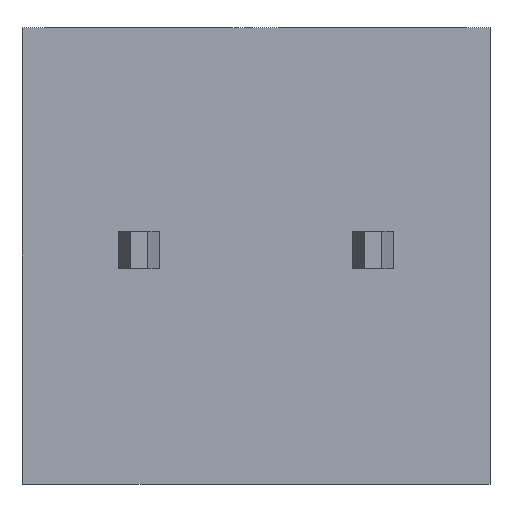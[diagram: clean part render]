
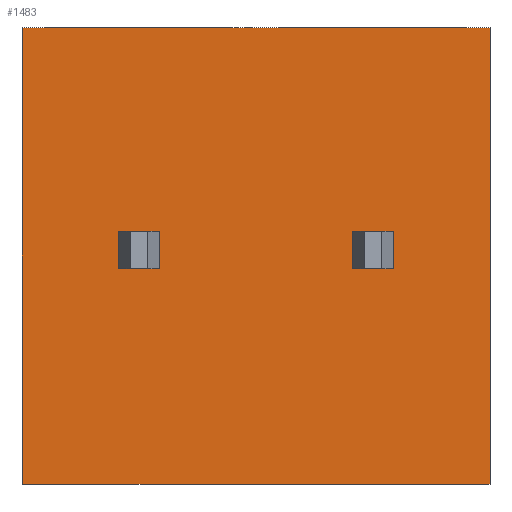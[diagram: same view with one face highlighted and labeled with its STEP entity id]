
A CAD part, front view. The second image highlights one B-rep face of the part: STEP entity #1483.
In plain terms, the highlighted planar face has unit normal (0, -1, 0).
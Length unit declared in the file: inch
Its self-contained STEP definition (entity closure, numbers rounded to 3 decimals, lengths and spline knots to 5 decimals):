
#9=DIRECTION('',(0.,0.,-1.));
#10=VECTOR('',#9,0.39);
#11=CARTESIAN_POINT('',(-0.2,-0.31,0.175));
#12=LINE('',#11,#10);
#117=DIRECTION('',(1.,0.,0.));
#118=VECTOR('',#117,0.4);
#119=CARTESIAN_POINT('',(-0.2,-0.31,-0.215));
#120=LINE('',#119,#118);
#165=DIRECTION('',(1.,0.,0.));
#166=VECTOR('',#165,0.4);
#167=CARTESIAN_POINT('',(-0.2,-0.31,0.175));
#168=LINE('',#167,#166);
#169=DIRECTION('',(0.,0.,-1.));
#170=VECTOR('',#169,0.032);
#171=CARTESIAN_POINT('',(-0.1175,-0.31,0.001));
#172=LINE('',#171,#170);
#173=DIRECTION('',(1.,0.,0.));
#174=VECTOR('',#173,0.035);
#175=CARTESIAN_POINT('',(-0.1175,-0.31,-0.031));
#176=LINE('',#175,#174);
#177=DIRECTION('',(0.,0.,1.));
#178=VECTOR('',#177,0.032);
#179=CARTESIAN_POINT('',(-0.0825,-0.31,-0.031));
#180=LINE('',#179,#178);
#181=DIRECTION('',(-1.,0.,0.));
#182=VECTOR('',#181,0.035);
#183=CARTESIAN_POINT('',(-0.0825,-0.31,0.001));
#184=LINE('',#183,#182);
#185=DIRECTION('',(0.,0.,-1.));
#186=VECTOR('',#185,0.032);
#187=CARTESIAN_POINT('',(0.0825,-0.31,0.001));
#188=LINE('',#187,#186);
#189=DIRECTION('',(1.,0.,0.));
#190=VECTOR('',#189,0.035);
#191=CARTESIAN_POINT('',(0.0825,-0.31,-0.031));
#192=LINE('',#191,#190);
#193=DIRECTION('',(0.,0.,1.));
#194=VECTOR('',#193,0.032);
#195=CARTESIAN_POINT('',(0.1175,-0.31,-0.031));
#196=LINE('',#195,#194);
#197=DIRECTION('',(-1.,0.,0.));
#198=VECTOR('',#197,0.035);
#199=CARTESIAN_POINT('',(0.1175,-0.31,0.001));
#200=LINE('',#199,#198);
#257=DIRECTION('',(0.,0.,-1.));
#258=VECTOR('',#257,0.39);
#259=CARTESIAN_POINT('',(0.2,-0.31,0.175));
#260=LINE('',#259,#258);
#961=CARTESIAN_POINT('',(-0.2,-0.31,0.175));
#962=VERTEX_POINT('',#961);
#963=CARTESIAN_POINT('',(-0.2,-0.31,-0.215));
#964=VERTEX_POINT('',#963);
#975=CARTESIAN_POINT('',(0.2,-0.31,0.175));
#976=VERTEX_POINT('',#975);
#977=CARTESIAN_POINT('',(0.2,-0.31,-0.215));
#978=VERTEX_POINT('',#977);
#1069=CARTESIAN_POINT('',(-0.1175,-0.31,0.001));
#1070=CARTESIAN_POINT('',(-0.1175,-0.31,-0.031));
#1071=VERTEX_POINT('',#1069);
#1072=VERTEX_POINT('',#1070);
#1073=CARTESIAN_POINT('',(-0.0825,-0.31,-0.031));
#1074=VERTEX_POINT('',#1073);
#1075=CARTESIAN_POINT('',(-0.0825,-0.31,0.001));
#1076=VERTEX_POINT('',#1075);
#1185=CARTESIAN_POINT('',(0.0825,-0.31,0.001));
#1186=CARTESIAN_POINT('',(0.0825,-0.31,-0.031));
#1187=VERTEX_POINT('',#1185);
#1188=VERTEX_POINT('',#1186);
#1189=CARTESIAN_POINT('',(0.1175,-0.31,-0.031));
#1190=VERTEX_POINT('',#1189);
#1191=CARTESIAN_POINT('',(0.1175,-0.31,0.001));
#1192=VERTEX_POINT('',#1191);
#1450=CARTESIAN_POINT('',(-0.2,-0.31,0.175));
#1451=DIRECTION('',(0.,-1.,0.));
#1452=DIRECTION('',(0.,0.,-1.));
#1453=AXIS2_PLACEMENT_3D('',#1450,#1451,#1452);
#1454=PLANE('',#1453);
#1455=ORIENTED_EDGE('',*,*,#1218,.F.);
#1457=ORIENTED_EDGE('',*,*,#1456,.T.);
#1459=ORIENTED_EDGE('',*,*,#1458,.T.);
#1460=ORIENTED_EDGE('',*,*,#1348,.F.);
#1461=EDGE_LOOP('',(#1455,#1457,#1459,#1460));
#1462=FACE_OUTER_BOUND('',#1461,.F.);
#1464=ORIENTED_EDGE('',*,*,#1463,.T.);
#1466=ORIENTED_EDGE('',*,*,#1465,.T.);
#1468=ORIENTED_EDGE('',*,*,#1467,.T.);
#1470=ORIENTED_EDGE('',*,*,#1469,.T.);
#1471=EDGE_LOOP('',(#1464,#1466,#1468,#1470));
#1472=FACE_BOUND('',#1471,.F.);
#1474=ORIENTED_EDGE('',*,*,#1473,.T.);
#1476=ORIENTED_EDGE('',*,*,#1475,.T.);
#1478=ORIENTED_EDGE('',*,*,#1477,.T.);
#1480=ORIENTED_EDGE('',*,*,#1479,.T.);
#1481=EDGE_LOOP('',(#1474,#1476,#1478,#1480));
#1482=FACE_BOUND('',#1481,.F.);
#1483=ADVANCED_FACE('',(#1462,#1472,#1482),#1454,.T.);
#1218=EDGE_CURVE('',#962,#964,#12,.T.);
#1348=EDGE_CURVE('',#964,#978,#120,.T.);
#1456=EDGE_CURVE('',#962,#976,#168,.T.);
#1458=EDGE_CURVE('',#976,#978,#260,.T.);
#1463=EDGE_CURVE('',#1071,#1072,#172,.T.);
#1465=EDGE_CURVE('',#1072,#1074,#176,.T.);
#1467=EDGE_CURVE('',#1074,#1076,#180,.T.);
#1469=EDGE_CURVE('',#1076,#1071,#184,.T.);
#1473=EDGE_CURVE('',#1187,#1188,#188,.T.);
#1475=EDGE_CURVE('',#1188,#1190,#192,.T.);
#1477=EDGE_CURVE('',#1190,#1192,#196,.T.);
#1479=EDGE_CURVE('',#1192,#1187,#200,.T.);
